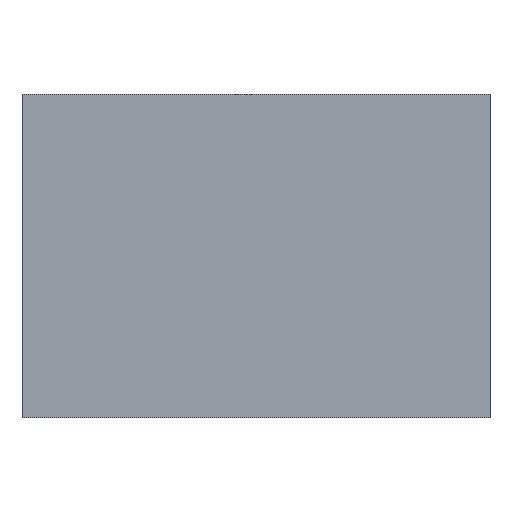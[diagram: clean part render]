
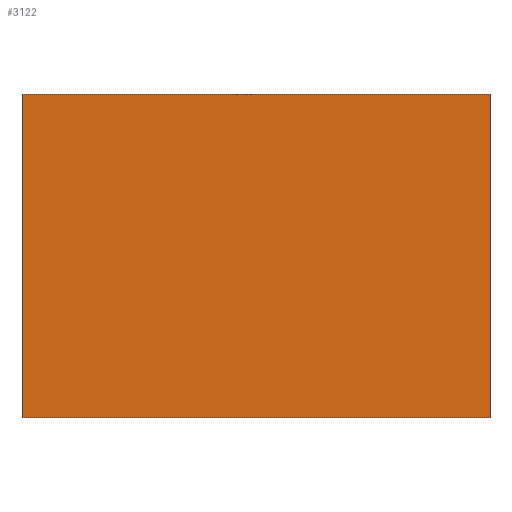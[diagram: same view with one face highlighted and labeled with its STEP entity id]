
A CAD part, front view. The second image highlights one B-rep face of the part: STEP entity #3122.
In plain terms, the highlighted planar face has unit normal (0, -1, 0).
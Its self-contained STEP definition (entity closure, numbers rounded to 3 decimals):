
#3 = CARTESIAN_POINT ( 'NONE',  ( 0., 0., 0. ) ) ;
#182 = VECTOR ( 'NONE', #2148, 1000. ) ;
#365 = CARTESIAN_POINT ( 'NONE',  ( -190., 0., -131.25 ) ) ;
#387 = VERTEX_POINT ( 'NONE', #3835 ) ;
#871 = CARTESIAN_POINT ( 'NONE',  ( -190., 0., -131.25 ) ) ;
#926 = ORIENTED_EDGE ( 'NONE', *, *, #4920, .F. ) ;
#1042 = EDGE_CURVE ( 'Edge9', #387, #1852, #4474, .T. ) ;
#1334 = LINE ( 'NONE', #1441, #2387 ) ;
#1441 = CARTESIAN_POINT ( 'NONE',  ( 190., 0., 131.25 ) ) ;
#1466 = VECTOR ( 'NONE', #1879, 1000. ) ;
#1469 = CARTESIAN_POINT ( 'NONE',  ( 190., 0., 131.25 ) ) ;
#1531 = FACE_OUTER_BOUND ( 'NONE', #1836, .T. ) ;
#1836 = EDGE_LOOP ( 'NONE', ( #2455, #2398, #926, #3017 ) ) ;
#1852 = VERTEX_POINT ( 'NONE', #365 ) ;
#1879 = DIRECTION ( 'NONE',  ( 0., 0., 1. ) ) ;
#1944 = EDGE_CURVE ( 'Edge3', #3343, #3550, #4532, .T. ) ;
#1962 = DIRECTION ( 'NONE',  ( 0., 0., -1. ) ) ;
#2148 = DIRECTION ( 'NONE',  ( 1., 0., 0. ) ) ;
#2228 = AXIS2_PLACEMENT_3D ( 'NONE', #3, #4982, #1962 ) ;
#2246 = PLANE ( 'NONE',  #2228 ) ;
#2287 = CARTESIAN_POINT ( 'NONE',  ( -190., 0., 131.25 ) ) ;
#2387 = VECTOR ( 'NONE', #2883, 1000. ) ;
#2398 = ORIENTED_EDGE ( 'NONE', *, *, #1944, .F. ) ;
#2400 = DIRECTION ( 'NONE',  ( -1., 0., 0. ) ) ;
#2455 = ORIENTED_EDGE ( 'NONE', *, *, #3430, .F. ) ;
#2483 = LINE ( 'NONE', #4036, #1466 ) ;
#2883 = DIRECTION ( 'NONE',  ( 0., 0., -1. ) ) ;
#3017 = ORIENTED_EDGE ( 'NONE', *, *, #1042, .F. ) ;
#3122 = ADVANCED_FACE ( 'Face5', ( #1531 ), #2246, .T. ) ;
#3343 = VERTEX_POINT ( 'NONE', #2287 ) ;
#3416 = CARTESIAN_POINT ( 'NONE',  ( -190., 0., 131.25 ) ) ;
#3430 = EDGE_CURVE ( 'NONE', #3550, #387, #1334, .T. ) ;
#3550 = VERTEX_POINT ( 'NONE', #1469 ) ;
#3835 = CARTESIAN_POINT ( 'NONE',  ( 190., 0., -131.25 ) ) ;
#3841 = VECTOR ( 'NONE', #2400, 1000. ) ;
#4036 = CARTESIAN_POINT ( 'NONE',  ( -190., 0., 131.25 ) ) ;
#4474 = LINE ( 'NONE', #871, #3841 ) ;
#4532 = LINE ( 'NONE', #3416, #182 ) ;
#4920 = EDGE_CURVE ( 'Edge15', #1852, #3343, #2483, .T. ) ;
#4982 = DIRECTION ( 'NONE',  ( 0., -1., 0. ) ) ;
